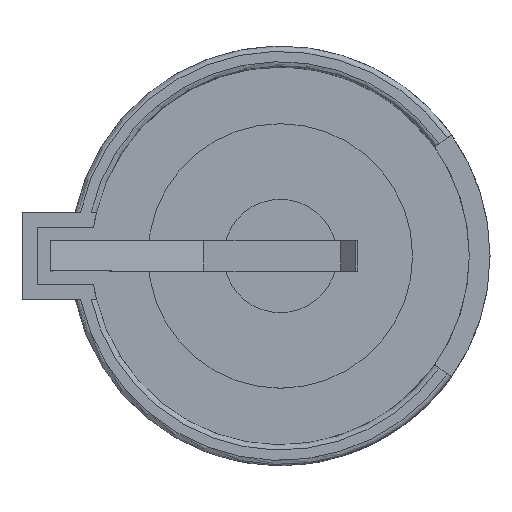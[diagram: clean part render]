
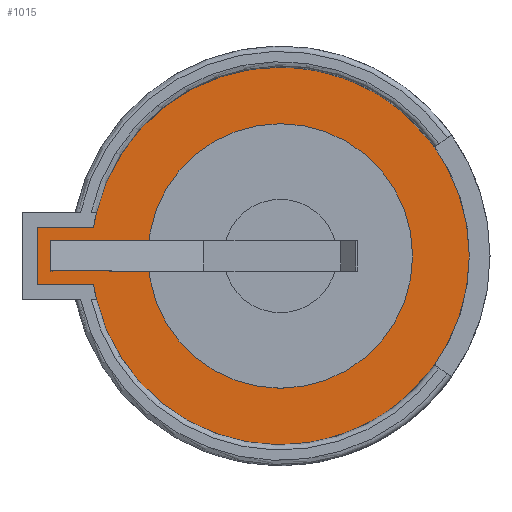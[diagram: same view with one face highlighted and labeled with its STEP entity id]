
A CAD part, top view. The second image highlights one B-rep face of the part: STEP entity #1015.
In plain terms, the highlighted planar face has unit normal (0, 0, 1).
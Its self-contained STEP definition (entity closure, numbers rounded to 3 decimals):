
#13=DIRECTION('',(0.,0.,1.));
#34=VECTOR('',#35,1.);
#35=DIRECTION('',(0.,-1.,0.));
#47=DIRECTION('',(1.,0.,0.));
#58=VECTOR('',#59,1.);
#59=DIRECTION('',(-1.,0.,0.));
#135=VECTOR('',#47,1.);
#238=DIRECTION('',(0.,1.,0.));
#535=CARTESIAN_POINT('',(3.031,2.9,3.64));
#545=CARTESIAN_POINT('',(3.031,-2.9,3.64));
#562=VERTEX_POINT('',#563);
#563=CARTESIAN_POINT('',(2.835,1.9,3.64));
#566=EDGE_CURVE('',#567,#562,#568,.T.);
#567=VERTEX_POINT('',#535);
#568=CIRCLE('',#569,12.51);
#569=AXIS2_PLACEMENT_3D('',#570,#13,#47);
#570=CARTESIAN_POINT('',(15.2,0.,3.64));
#572=EDGE_CURVE('',#573,#567,#568,.T.);
#573=VERTEX_POINT('',#574);
#574=CARTESIAN_POINT('',(27.71,0.,3.64));
#576=EDGE_CURVE('',#577,#573,#568,.T.);
#577=VERTEX_POINT('',#545);
#579=EDGE_CURVE('',#580,#577,#568,.T.);
#580=VERTEX_POINT('',#581);
#581=CARTESIAN_POINT('',(2.835,-1.9,3.64));
#590=ORIENTED_EDGE('',*,*,#591,.F.);
#591=EDGE_CURVE('',#592,#562,#594,.T.);
#592=VERTEX_POINT('',#593);
#593=CARTESIAN_POINT('',(-0.9,1.9,3.64));
#594=LINE('',#593,#135);
#603=ORIENTED_EDGE('',*,*,#604,.F.);
#604=EDGE_CURVE('',#605,#592,#607,.T.);
#605=VERTEX_POINT('',#606);
#606=CARTESIAN_POINT('',(-0.9,-1.9,3.64));
#607=LINE('',#606,#608);
#608=VECTOR('',#238,1.);
#618=ORIENTED_EDGE('',*,*,#619,.F.);
#619=EDGE_CURVE('',#580,#605,#620,.T.);
#620=LINE('',#621,#58);
#621=CARTESIAN_POINT('',(14.3,-1.9,3.64));
#842=DIRECTION('',(0.,1.,0.));
#1015=ADVANCED_FACE('',(#1016,#1022,#1049),#1056,.T.);
#1016=FACE_BOUND('',#1017,.T.);
#1017=EDGE_LOOP('',(#1018,#590,#603,#618,#1019,#1020,#1021));
#1018=ORIENTED_EDGE('',*,*,#566,.T.);
#1019=ORIENTED_EDGE('',*,*,#579,.T.);
#1020=ORIENTED_EDGE('',*,*,#576,.T.);
#1021=ORIENTED_EDGE('',*,*,#572,.T.);
#1022=FACE_BOUND('',#1023,.T.);
#1023=EDGE_LOOP('',(#1024,#1033,#1039,#1045));
#1024=ORIENTED_EDGE('',*,*,#1025,.F.);
#1025=EDGE_CURVE('',#1026,#1028,#1030,.T.);
#1026=VERTEX_POINT('',#1027);
#1027=CARTESIAN_POINT('',(0.1,-1.,3.64));
#1028=VERTEX_POINT('',#1029);
#1029=CARTESIAN_POINT('',(0.1,1.,3.64));
#1030=LINE('',#1031,#1032);
#1031=CARTESIAN_POINT('',(0.1,0.,3.64));
#1032=VECTOR('',#842,1.);
#1033=ORIENTED_EDGE('',*,*,#1034,.T.);
#1034=EDGE_CURVE('',#1026,#1035,#1037,.T.);
#1035=VERTEX_POINT('',#1036);
#1036=CARTESIAN_POINT('',(0.,-1.,3.64));
#1037=LINE('',#1038,#58);
#1038=CARTESIAN_POINT('',(10.83,-1.,3.64));
#1039=ORIENTED_EDGE('',*,*,#1040,.F.);
#1040=EDGE_CURVE('',#1041,#1035,#1043,.T.);
#1041=VERTEX_POINT('',#1042);
#1042=CARTESIAN_POINT('',(0.,1.,3.64));
#1043=LINE('',#1044,#34);
#1044=CARTESIAN_POINT('',(0.,0.5,3.64));
#1045=ORIENTED_EDGE('',*,*,#1046,.F.);
#1046=EDGE_CURVE('',#1028,#1041,#1047,.T.);
#1047=LINE('',#1048,#58);
#1048=CARTESIAN_POINT('',(10.83,1.,3.64));
#1049=FACE_BOUND('',#1050,.T.);
#1050=EDGE_LOOP('',(#1051));
#1051=ORIENTED_EDGE('',*,*,#1052,.F.);
#1052=EDGE_CURVE('',#1053,#1053,#1055,.T.);
#1053=VERTEX_POINT('',#1054);
#1054=CARTESIAN_POINT('',(23.957,0.,3.64));
#1055=CIRCLE('',#569,8.757);
#1056=PLANE('',#1057);
#1057=AXIS2_PLACEMENT_3D('',#1058,#13,#47);
#1058=CARTESIAN_POINT('',(13.659,0.,3.64));
